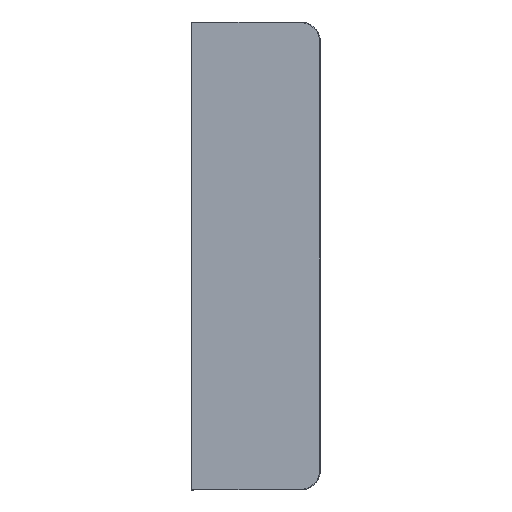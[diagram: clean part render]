
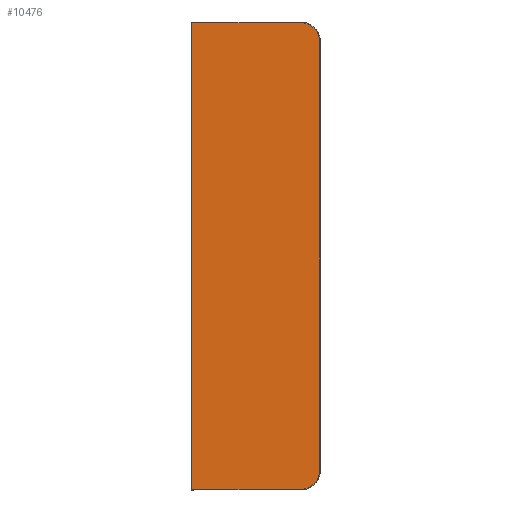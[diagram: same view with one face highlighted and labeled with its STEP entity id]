
A CAD part, top view. The second image highlights one B-rep face of the part: STEP entity #10476.
In plain terms, the highlighted planar face has unit normal (0, 0, 1).
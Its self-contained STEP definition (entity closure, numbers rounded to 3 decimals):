
#7226=CARTESIAN_POINT(' ',(0.,0.518,0.));
#7227=VERTEX_POINT(' ',#7226);
#7241=CARTESIAN_POINT(' ',(0.,0.518,0.));
#7246=DIRECTION(' ',(0.,1.,0.));
#7251=VECTOR(' ',#7246,1.);
#7256=LINE('',#7241,#7251);
#7261=CARTESIAN_POINT(' ',(0.,399.482,0.));
#7262=VERTEX_POINT(' ',#7261);
#7266=EDGE_CURVE(' ',#7227,#7262,#7256,.T.);
#10221=CARTESIAN_POINT(' ',(92.996,0.518,0.));
#10222=VERTEX_POINT(' ',#10221);
#10236=CARTESIAN_POINT(' ',(92.996,0.518,0.));
#10241=DIRECTION(' ',(-1.,0.,0.));
#10246=VECTOR(' ',#10241,1.);
#10251=LINE('',#10236,#10246);
#10256=EDGE_CURVE(' ',#10222,#7227,#10251,.T.);
#10286=DIRECTION(' ',(0.,-0.,1.));
#10291=CARTESIAN_POINT(' ',(109.487,0.518,0.));
#10296=DIRECTION(' ',(0.,1.,0.));
#10301=AXIS2_PLACEMENT_3D(' ',#10291,#10286,#10296);
#10306=PLANE('',#10301);
#10311=ORIENTED_EDGE(' ',*,*,#10256,.F.);
#10316=CARTESIAN_POINT(' ',(92.997,17.008,0.));
#10321=DIRECTION(' ',(0.,0.,-1.));
#10326=DIRECTION(' ',(1.,0.,0.));
#10331=AXIS2_PLACEMENT_3D(' ',#10316,#10321,#10326);
#10336=CIRCLE('',#10331,16.49);
#10341=CARTESIAN_POINT(' ',(109.487,17.013,0.));
#10342=VERTEX_POINT(' ',#10341);
#10346=EDGE_CURVE(' ',#10342,#10222,#10336,.T.);
#10351=ORIENTED_EDGE(' ',*,*,#10346,.F.);
#10356=CARTESIAN_POINT(' ',(109.487,382.987,0.));
#10361=DIRECTION(' ',(0.,-1.,0.));
#10366=VECTOR(' ',#10361,1.);
#10371=LINE('',#10356,#10366);
#10376=CARTESIAN_POINT(' ',(109.487,382.987,0.));
#10377=VERTEX_POINT(' ',#10376);
#10381=EDGE_CURVE(' ',#10377,#10342,#10371,.T.);
#10386=ORIENTED_EDGE(' ',*,*,#10381,.F.);
#10391=CARTESIAN_POINT(' ',(92.997,382.993,0.));
#10396=DIRECTION(' ',(0.,0.,-1.));
#10401=DIRECTION(' ',(0.,1.,0.));
#10406=AXIS2_PLACEMENT_3D(' ',#10391,#10396,#10401);
#10411=CIRCLE('',#10406,16.489);
#10416=CARTESIAN_POINT(' ',(92.996,399.482,0.));
#10417=VERTEX_POINT(' ',#10416);
#10421=EDGE_CURVE(' ',#10417,#10377,#10411,.T.);
#10426=ORIENTED_EDGE(' ',*,*,#10421,.F.);
#10431=CARTESIAN_POINT(' ',(0.,399.482,0.));
#10436=DIRECTION(' ',(1.,0.,0.));
#10441=VECTOR(' ',#10436,1.);
#10446=LINE('',#10431,#10441);
#10451=EDGE_CURVE(' ',#7262,#10417,#10446,.T.);
#10456=ORIENTED_EDGE(' ',*,*,#10451,.F.);
#10461=ORIENTED_EDGE(' ',*,*,#7266,.F.);
#10466=EDGE_LOOP(' ',(#10311,#10351,#10386,#10426,#10456,#10461));
#10471=FACE_OUTER_BOUND(' ',#10466,.T.);
#10476=ADVANCED_FACE('',(#10471),#10306,.T.);
